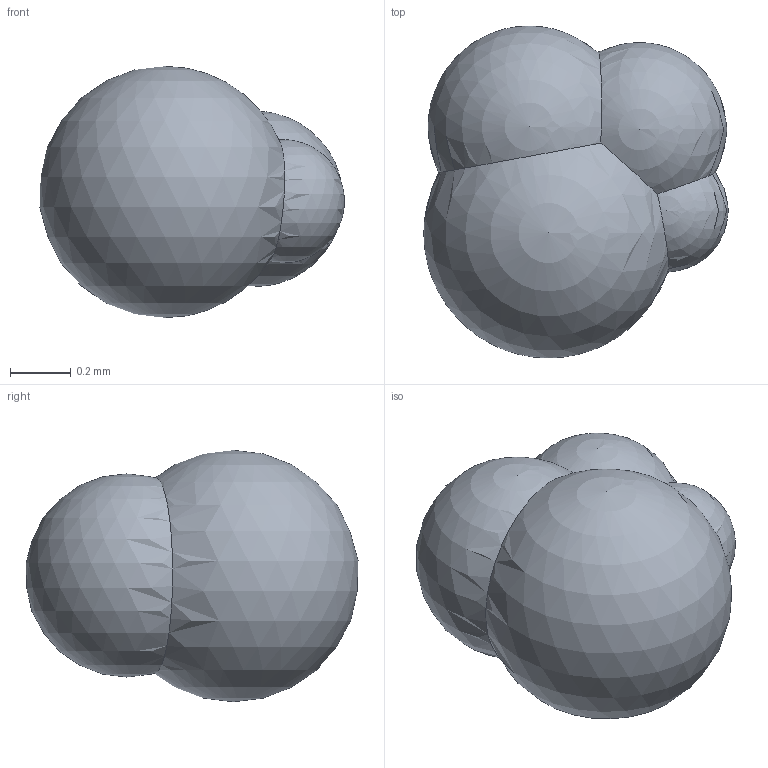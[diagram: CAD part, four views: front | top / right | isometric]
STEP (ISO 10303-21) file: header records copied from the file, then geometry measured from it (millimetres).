
FILE_DESCRIPTION(('FreeCAD Model'),'2;1');
FILE_NAME('bubble.stp','2020-11-16T22:10:56',( 'FreeCAD'),('FreeCAD'),'Open CASCADE STEP processor 7.4','FreeCAD', 'Unknown');
FILE_SCHEMA(('AUTOMOTIVE_DESIGN { 1 0 10303 214 1 1 1 1 }'));
Length unit declared in the file: millimetre
Products named in the file (1): Open CASCADE STEP translator 7.4 1
Bounding box: 1 x 1.09 x 0.83 mm (x, y, z)
Volume: 0.4 mm3; surface area: 4 mm2
Topology: 1 solids, 5 shells, 19 faces, 57 edges, 40 vertices
Faces by surface type: sphere 19
Entity records: 4832 total; most frequent: CARTESIAN_POINT 4028, DIRECTION 136, ORIENTED_EDGE 82, PCURVE 82, DEFINITIONAL_REPRESENTATION 82, B_SPLINE_CURVE_WITH_KNOTS 68, AXIS2_PLACEMENT_3D 61, EDGE_CURVE 41
